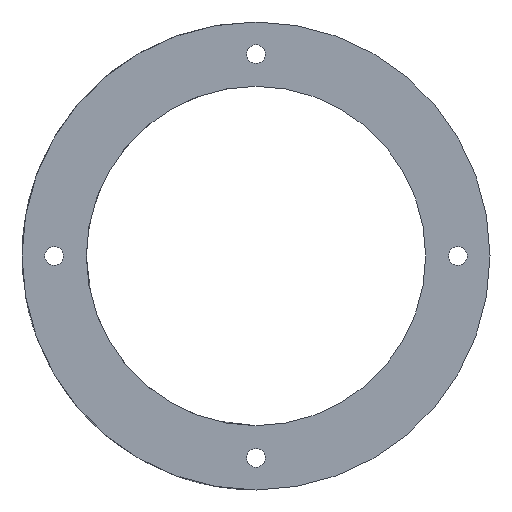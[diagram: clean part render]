
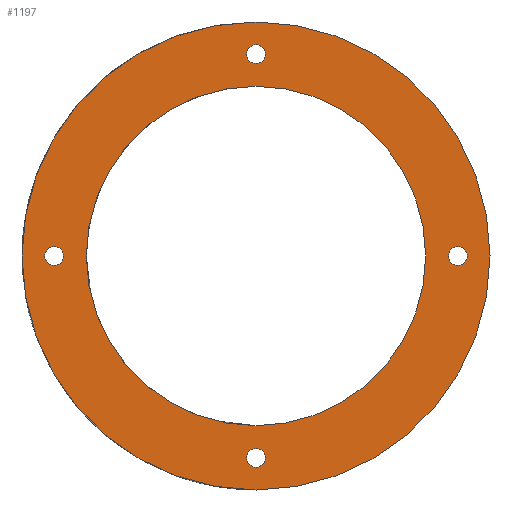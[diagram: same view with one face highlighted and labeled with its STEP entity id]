
A CAD part, front view. The second image highlights one B-rep face of the part: STEP entity #1197.
In plain terms, the highlighted planar face has unit normal (0, -1, 0).
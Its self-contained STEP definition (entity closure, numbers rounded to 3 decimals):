
#4 = ORIENTED_EDGE ( 'NONE', *, *, #1309, .T. ) ;
#13 = DIRECTION ( 'NONE',  ( 0., 1., 0. ) ) ;
#14 = CARTESIAN_POINT ( 'NONE',  ( 0., 0., 40. ) ) ;
#29 = CIRCLE ( 'NONE', #495, 1.6 ) ;
#32 = AXIS2_PLACEMENT_3D ( 'NONE', #702, #1303, #796 ) ;
#40 = DIRECTION ( 'NONE',  ( 0., 0., 1. ) ) ;
#50 = CARTESIAN_POINT ( 'NONE',  ( 0., 0., -40. ) ) ;
#66 = ORIENTED_EDGE ( 'NONE', *, *, #1229, .F. ) ;
#73 = CIRCLE ( 'NONE', #477, 1.6 ) ;
#74 = EDGE_CURVE ( 'NONE', #1226, #1159, #239, .T. ) ;
#91 = CIRCLE ( 'NONE', #607, 40. ) ;
#92 = CARTESIAN_POINT ( 'NONE',  ( 0., 0., -36.1 ) ) ;
#94 = ORIENTED_EDGE ( 'NONE', *, *, #1078, .T. ) ;
#95 = CARTESIAN_POINT ( 'NONE',  ( 0., 0., 34.5 ) ) ;
#101 = DIRECTION ( 'NONE',  ( 0., 1., 0. ) ) ;
#108 = EDGE_LOOP ( 'NONE', ( #94, #1033 ) ) ;
#115 = AXIS2_PLACEMENT_3D ( 'NONE', #479, #499, #803 ) ;
#116 = EDGE_CURVE ( 'NONE', #656, #783, #954, .T. ) ;
#157 = AXIS2_PLACEMENT_3D ( 'NONE', #1246, #852, #322 ) ;
#181 = CARTESIAN_POINT ( 'NONE',  ( 0., 0., 36.1 ) ) ;
#182 = CARTESIAN_POINT ( 'NONE',  ( 0., 0., 0. ) ) ;
#184 = DIRECTION ( 'NONE',  ( 0., 0., 1. ) ) ;
#188 = ORIENTED_EDGE ( 'NONE', *, *, #471, .F. ) ;
#210 = VERTEX_POINT ( 'NONE', #300 ) ;
#215 = CIRCLE ( 'NONE', #157, 1.6 ) ;
#239 = CIRCLE ( 'NONE', #1165, 1.6 ) ;
#244 = CIRCLE ( 'NONE', #846, 40. ) ;
#270 = CARTESIAN_POINT ( 'NONE',  ( 34.5, 0., 0. ) ) ;
#277 = CARTESIAN_POINT ( 'NONE',  ( 0., 0., -29. ) ) ;
#298 = DIRECTION ( 'NONE',  ( 0., 0., 1. ) ) ;
#300 = CARTESIAN_POINT ( 'NONE',  ( -34.5, 0., -1.6 ) ) ;
#304 = EDGE_LOOP ( 'NONE', ( #389, #570 ) ) ;
#305 = DIRECTION ( 'NONE',  ( 0., 0., 1. ) ) ;
#314 = CARTESIAN_POINT ( 'NONE',  ( 34.5, 0., -1.6 ) ) ;
#322 = DIRECTION ( 'NONE',  ( 0., 0., 1. ) ) ;
#326 = EDGE_CURVE ( 'NONE', #1017, #210, #215, .T. ) ;
#349 = VERTEX_POINT ( 'NONE', #50 ) ;
#372 = AXIS2_PLACEMENT_3D ( 'NONE', #182, #386, #1321 ) ;
#378 = ORIENTED_EDGE ( 'NONE', *, *, #116, .T. ) ;
#386 = DIRECTION ( 'NONE',  ( 0., 1., 0. ) ) ;
#389 = ORIENTED_EDGE ( 'NONE', *, *, #771, .T. ) ;
#393 = DIRECTION ( 'NONE',  ( 0., 1., 0. ) ) ;
#397 = CIRCLE ( 'NONE', #893, 1.6 ) ;
#415 = CARTESIAN_POINT ( 'NONE',  ( 34.5, 0., 1.6 ) ) ;
#422 = ORIENTED_EDGE ( 'NONE', *, *, #1170, .T. ) ;
#466 = VERTEX_POINT ( 'NONE', #181 ) ;
#471 = EDGE_CURVE ( 'NONE', #349, #953, #91, .T. ) ;
#477 = AXIS2_PLACEMENT_3D ( 'NONE', #514, #13, #1021 ) ;
#479 = CARTESIAN_POINT ( 'NONE',  ( 0., 0., 34.5 ) ) ;
#493 = CIRCLE ( 'NONE', #115, 1.6 ) ;
#494 = DIRECTION ( 'NONE',  ( 0., 1., 0. ) ) ;
#495 = AXIS2_PLACEMENT_3D ( 'NONE', #1244, #729, #1147 ) ;
#499 = DIRECTION ( 'NONE',  ( 0., 1., 0. ) ) ;
#514 = CARTESIAN_POINT ( 'NONE',  ( 0., 0., -34.5 ) ) ;
#559 = ORIENTED_EDGE ( 'NONE', *, *, #326, .T. ) ;
#564 = FACE_BOUND ( 'NONE', #636, .T. ) ;
#570 = ORIENTED_EDGE ( 'NONE', *, *, #809, .T. ) ;
#588 = FACE_BOUND ( 'NONE', #597, .T. ) ;
#597 = EDGE_LOOP ( 'NONE', ( #1035, #559 ) ) ;
#603 = ORIENTED_EDGE ( 'NONE', *, *, #74, .T. ) ;
#607 = AXIS2_PLACEMENT_3D ( 'NONE', #1031, #494, #305 ) ;
#613 = EDGE_LOOP ( 'NONE', ( #422, #378 ) ) ;
#636 = EDGE_LOOP ( 'NONE', ( #603, #4 ) ) ;
#656 = VERTEX_POINT ( 'NONE', #1131 ) ;
#680 = DIRECTION ( 'NONE',  ( 0., 1., 0. ) ) ;
#702 = CARTESIAN_POINT ( 'NONE',  ( 0., 0., 0. ) ) ;
#716 = EDGE_CURVE ( 'NONE', #210, #1017, #29, .T. ) ;
#725 = DIRECTION ( 'NONE',  ( 0., 0., 1. ) ) ;
#729 = DIRECTION ( 'NONE',  ( 0., 1., 0. ) ) ;
#771 = EDGE_CURVE ( 'NONE', #851, #466, #493, .T. ) ;
#781 = AXIS2_PLACEMENT_3D ( 'NONE', #95, #680, #298 ) ;
#783 = VERTEX_POINT ( 'NONE', #277 ) ;
#787 = CARTESIAN_POINT ( 'NONE',  ( 34.5, 0., 0. ) ) ;
#789 = EDGE_LOOP ( 'NONE', ( #188, #66 ) ) ;
#792 = EDGE_CURVE ( 'NONE', #1257, #985, #397, .T. ) ;
#796 = DIRECTION ( 'NONE',  ( 0., 0., 1. ) ) ;
#803 = DIRECTION ( 'NONE',  ( 0., 0., 1. ) ) ;
#805 = AXIS2_PLACEMENT_3D ( 'NONE', #787, #393, #1103 ) ;
#809 = EDGE_CURVE ( 'NONE', #466, #851, #1252, .T. ) ;
#833 = CARTESIAN_POINT ( 'NONE',  ( 0., 0., 0. ) ) ;
#846 = AXIS2_PLACEMENT_3D ( 'NONE', #833, #101, #725 ) ;
#851 = VERTEX_POINT ( 'NONE', #1311 ) ;
#852 = DIRECTION ( 'NONE',  ( 0., 1., 0. ) ) ;
#889 = CARTESIAN_POINT ( 'NONE',  ( 0., 0., -34.5 ) ) ;
#893 = AXIS2_PLACEMENT_3D ( 'NONE', #270, #1289, #184 ) ;
#902 = DIRECTION ( 'NONE',  ( 0., 1., 0. ) ) ;
#926 = PLANE ( 'NONE',  #1195 ) ;
#937 = CARTESIAN_POINT ( 'NONE',  ( 0., 0., 0. ) ) ;
#953 = VERTEX_POINT ( 'NONE', #14 ) ;
#954 = CIRCLE ( 'NONE', #372, 29. ) ;
#985 = VERTEX_POINT ( 'NONE', #314 ) ;
#986 = FACE_BOUND ( 'NONE', #613, .T. ) ;
#1015 = FACE_BOUND ( 'NONE', #304, .T. ) ;
#1017 = VERTEX_POINT ( 'NONE', #1128 ) ;
#1020 = DIRECTION ( 'NONE',  ( 0., 0., 1. ) ) ;
#1021 = DIRECTION ( 'NONE',  ( 0., 0., 1. ) ) ;
#1031 = CARTESIAN_POINT ( 'NONE',  ( 0., 0., 0. ) ) ;
#1033 = ORIENTED_EDGE ( 'NONE', *, *, #792, .T. ) ;
#1035 = ORIENTED_EDGE ( 'NONE', *, *, #716, .T. ) ;
#1043 = DIRECTION ( 'NONE',  ( 0., 1., 0. ) ) ;
#1078 = EDGE_CURVE ( 'NONE', #985, #1257, #1130, .T. ) ;
#1103 = DIRECTION ( 'NONE',  ( 0., 0., 1. ) ) ;
#1117 = FACE_BOUND ( 'NONE', #108, .T. ) ;
#1128 = CARTESIAN_POINT ( 'NONE',  ( -34.5, 0., 1.6 ) ) ;
#1130 = CIRCLE ( 'NONE', #805, 1.6 ) ;
#1131 = CARTESIAN_POINT ( 'NONE',  ( 0., 0., 29. ) ) ;
#1147 = DIRECTION ( 'NONE',  ( 0., 0., 1. ) ) ;
#1159 = VERTEX_POINT ( 'NONE', #1194 ) ;
#1165 = AXIS2_PLACEMENT_3D ( 'NONE', #889, #902, #1020 ) ;
#1170 = EDGE_CURVE ( 'NONE', #783, #656, #1193, .T. ) ;
#1193 = CIRCLE ( 'NONE', #32, 29. ) ;
#1194 = CARTESIAN_POINT ( 'NONE',  ( 0., 0., -32.9 ) ) ;
#1195 = AXIS2_PLACEMENT_3D ( 'NONE', #937, #1043, #40 ) ;
#1197 = ADVANCED_FACE ( 'NONE', ( #1219, #986, #564, #1117, #588, #1015 ), #926, .F. ) ;
#1219 = FACE_OUTER_BOUND ( 'NONE', #789, .T. ) ;
#1226 = VERTEX_POINT ( 'NONE', #92 ) ;
#1229 = EDGE_CURVE ( 'NONE', #953, #349, #244, .T. ) ;
#1244 = CARTESIAN_POINT ( 'NONE',  ( -34.5, 0., 0. ) ) ;
#1246 = CARTESIAN_POINT ( 'NONE',  ( -34.5, 0., 0. ) ) ;
#1252 = CIRCLE ( 'NONE', #781, 1.6 ) ;
#1257 = VERTEX_POINT ( 'NONE', #415 ) ;
#1289 = DIRECTION ( 'NONE',  ( 0., 1., 0. ) ) ;
#1303 = DIRECTION ( 'NONE',  ( 0., 1., 0. ) ) ;
#1309 = EDGE_CURVE ( 'NONE', #1159, #1226, #73, .T. ) ;
#1311 = CARTESIAN_POINT ( 'NONE',  ( 0., 0., 32.9 ) ) ;
#1321 = DIRECTION ( 'NONE',  ( 0., 0., 1. ) ) ;
